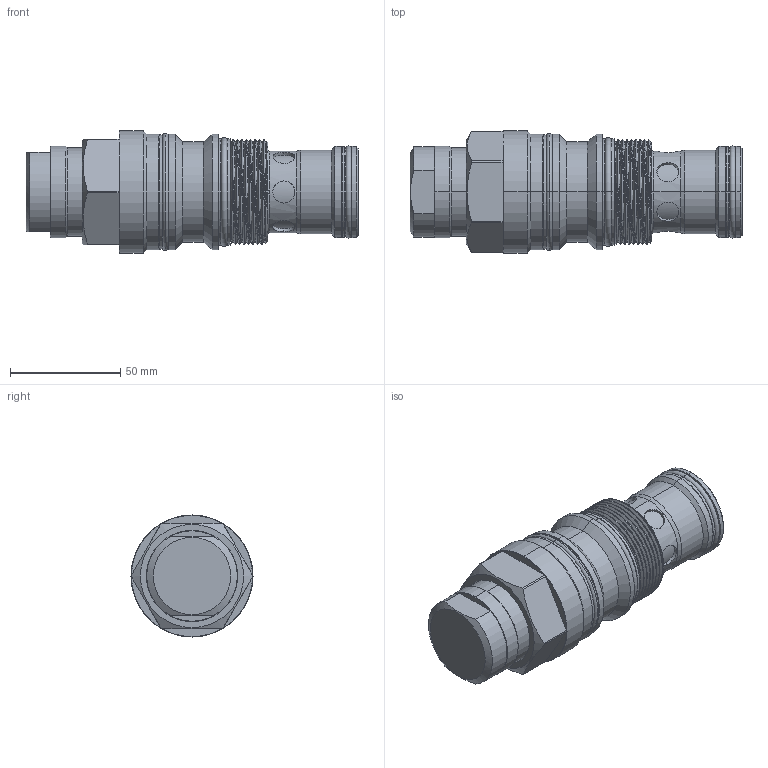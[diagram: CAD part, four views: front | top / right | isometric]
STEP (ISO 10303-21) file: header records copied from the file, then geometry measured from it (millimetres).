
FILE_DESCRIPTION (( 'STEP AP203' ), '1' );
FILE_NAME ('CBA19A3E-N.STEP', '2023-04-12T01:44:18', ( '' ), ( '' ), 'SwSTEP 2.0', 'SolidWorks 2018', '' );
FILE_SCHEMA (( 'CONFIG_CONTROL_DESIGN' ));
Length unit declared in the file: millimetre
Products named in the file (1): CBA19A3E-N
Bounding box: 150.6 x 55.4 x 55.4 mm (x, y, z)
Volume: 243361.5 mm3; surface area: 34123.3 mm2
Topology: 2 solids, 2 shells, 203 faces, 445 edges, 273 vertices
Faces by surface type: cylinder 107, plane 42, cone 39, torus 11, bspline 4
Entity records: 9290 total; most frequent: CARTESIAN_POINT 4843, DIRECTION 940, ORIENTED_EDGE 890, EDGE_CURVE 445, AXIS2_PLACEMENT_3D 394, VERTEX_POINT 273, EDGE_LOOP 232, ADVANCED_FACE 203
